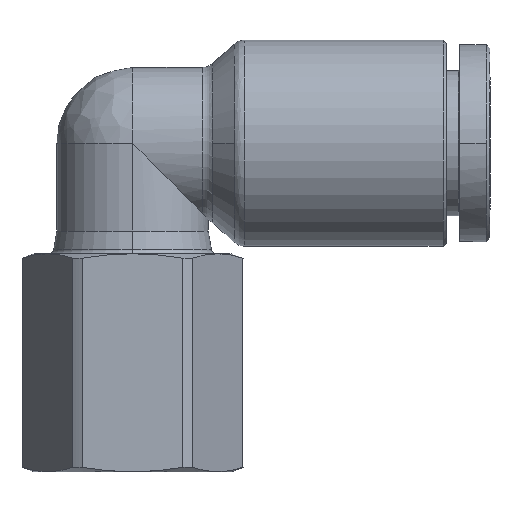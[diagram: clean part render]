
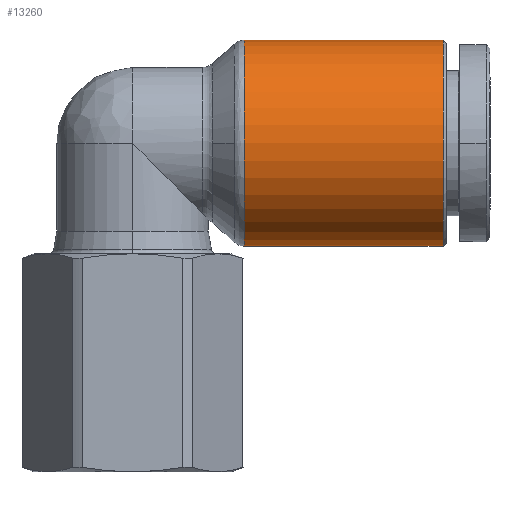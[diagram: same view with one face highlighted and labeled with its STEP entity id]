
A CAD part, front view. The second image highlights one B-rep face of the part: STEP entity #13260.
In plain terms, the highlighted cylindrical face has radius 6.8 mm (diameter 13.6 mm), a partial arc.
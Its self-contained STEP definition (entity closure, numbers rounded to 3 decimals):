
#940 = CARTESIAN_POINT ( 'NONE',  ( 13.028, 0., 6.8 ) ) ;
#1936 = CARTESIAN_POINT ( 'NONE',  ( 13.028, 0., -6.8 ) ) ;
#2091 = VECTOR ( 'NONE', #15017, 1000. ) ;
#2457 = LINE ( 'NONE', #6323, #2091 ) ;
#2570 = ORIENTED_EDGE ( 'NONE', *, *, #12526, .T. ) ;
#2839 = FACE_OUTER_BOUND ( 'NONE', #14283, .T. ) ;
#3041 = CARTESIAN_POINT ( 'NONE',  ( -0.089, 0., 0. ) ) ;
#3675 = CARTESIAN_POINT ( 'NONE',  ( -0.089, 0., 6.8 ) ) ;
#3846 = CARTESIAN_POINT ( 'NONE',  ( -0.089, 0., -6.8 ) ) ;
#3985 = CIRCLE ( 'NONE', #11512, 6.8 ) ;
#4057 = ORIENTED_EDGE ( 'NONE', *, *, #10341, .T. ) ;
#4121 = DIRECTION ( 'NONE',  ( 0., 0., -1. ) ) ;
#4688 = DIRECTION ( 'NONE',  ( 1., 0., 0. ) ) ;
#5234 = DIRECTION ( 'NONE',  ( 1., 0., 0. ) ) ;
#5422 = DIRECTION ( 'NONE',  ( 1., 0., 0. ) ) ;
#5627 = CYLINDRICAL_SURFACE ( 'NONE', #8493, 6.8 ) ;
#5634 = DIRECTION ( 'NONE',  ( -1., 0., 0. ) ) ;
#5685 = CARTESIAN_POINT ( 'NONE',  ( 13.028, 0., 0. ) ) ;
#6323 = CARTESIAN_POINT ( 'NONE',  ( 4.528, 0., -6.8 ) ) ;
#6626 = ORIENTED_EDGE ( 'NONE', *, *, #7950, .T. ) ;
#6837 = DIRECTION ( 'NONE',  ( 0., 0., -1. ) ) ;
#7241 = VERTEX_POINT ( 'NONE', #940 ) ;
#7306 = VECTOR ( 'NONE', #5234, 1000. ) ;
#7716 = AXIS2_PLACEMENT_3D ( 'NONE', #3041, #5422, #4121 ) ;
#7950 = EDGE_CURVE ( 'NONE', #15181, #14794, #11730, .T. ) ;
#8493 = AXIS2_PLACEMENT_3D ( 'NONE', #10607, #4688, #13068 ) ;
#10341 = EDGE_CURVE ( 'NONE', #14794, #11231, #2457, .T. ) ;
#10607 = CARTESIAN_POINT ( 'NONE',  ( 4.528, 0., 0. ) ) ;
#11231 = VERTEX_POINT ( 'NONE', #1936 ) ;
#11512 = AXIS2_PLACEMENT_3D ( 'NONE', #5685, #5634, #6837 ) ;
#11730 = CIRCLE ( 'NONE', #7716, 6.8 ) ;
#12343 = ORIENTED_EDGE ( 'NONE', *, *, #13648, .F. ) ;
#12396 = CARTESIAN_POINT ( 'NONE',  ( 4.528, 0., 6.8 ) ) ;
#12526 = EDGE_CURVE ( 'NONE', #11231, #7241, #3985, .T. ) ;
#13068 = DIRECTION ( 'NONE',  ( 0., 0., -1. ) ) ;
#13260 = ADVANCED_FACE ( 'NONE', ( #2839 ), #5627, .T. ) ;
#13648 = EDGE_CURVE ( 'NONE', #15181, #7241, #14012, .T. ) ;
#14012 = LINE ( 'NONE', #12396, #7306 ) ;
#14283 = EDGE_LOOP ( 'NONE', ( #12343, #6626, #4057, #2570 ) ) ;
#14794 = VERTEX_POINT ( 'NONE', #3846 ) ;
#15017 = DIRECTION ( 'NONE',  ( 1., 0., 0. ) ) ;
#15181 = VERTEX_POINT ( 'NONE', #3675 ) ;
